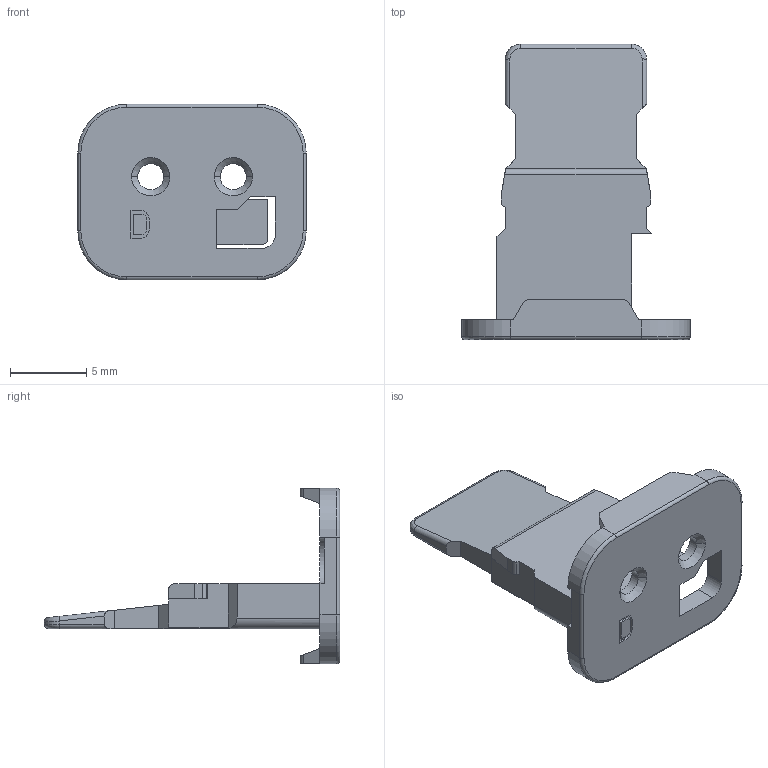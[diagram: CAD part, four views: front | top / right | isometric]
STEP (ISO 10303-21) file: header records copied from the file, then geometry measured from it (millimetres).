
FILE_DESCRIPTION((''),'2;1');
FILE_NAME('AW2S-D','2014-07-07T',('Orion.Li'),(''),'PRO/ENGINEER BY PARAMETRIC TECHNOLOGY CORPORATION, 2013230','PRO/ENGINEER BY PARAMETRIC TECHNOLOGY CORPORATION, 2013230','');
FILE_SCHEMA(('CONFIG_CONTROL_DESIGN'));
Length unit declared in the file: millimetre
Products named in the file (1): AW2S-D
Bounding box: 14.95 x 19.35 x 11.5 mm (x, y, z)
Volume: 509.3 mm3; surface area: 818.1 mm2
Topology: 1 solids, 1 shells, 159 faces, 440 edges, 286 vertices
Faces by surface type: plane 111, cylinder 36, torus 6, cone 4, bspline 2
Entity records: 5183 total; most frequent: CARTESIAN_POINT 1072, ORIENTED_EDGE 880, DIRECTION 794, EDGE_CURVE 440, VECTOR 352, LINE 352, VERTEX_POINT 286, AXIS2_PLACEMENT_3D 221
